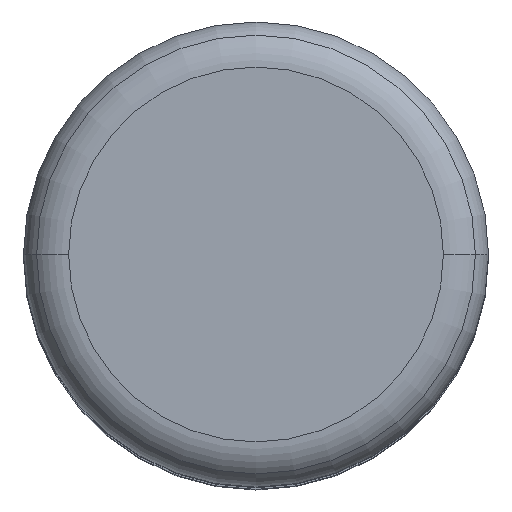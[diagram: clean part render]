
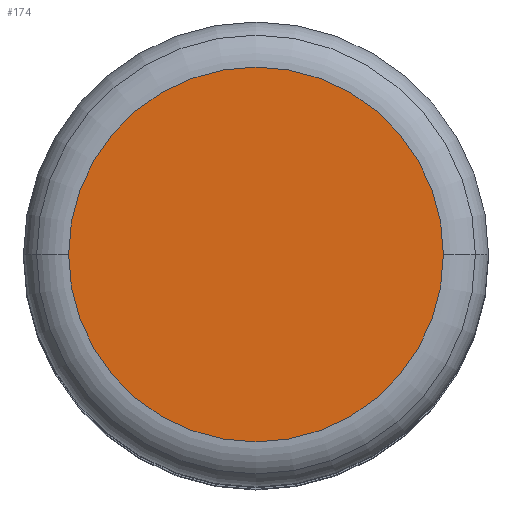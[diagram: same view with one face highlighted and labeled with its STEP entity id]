
A CAD part, top view. The second image highlights one B-rep face of the part: STEP entity #174.
In plain terms, the highlighted planar face has unit normal (0, 0, 1).
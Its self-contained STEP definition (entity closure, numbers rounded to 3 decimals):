
#23=CARTESIAN_POINT('',(0.,0.,8.2));
#24=DIRECTION('',(0.,0.,-1.));
#25=DIRECTION('',(-1.,0.,0.));
#26=AXIS2_PLACEMENT_3D('',#23,#24,#25);
#31=CARTESIAN_POINT('',(0.,0.,8.2));
#32=DIRECTION('',(0.,0.,-1.));
#33=DIRECTION('',(1.,0.,0.));
#34=AXIS2_PLACEMENT_3D('',#31,#32,#33);
#125=CARTESIAN_POINT('',(-4.15,0.,8.2));
#126=CARTESIAN_POINT('',(4.15,0.,8.2));
#127=VERTEX_POINT('',#125);
#128=VERTEX_POINT('',#126);
#164=CARTESIAN_POINT('',(0.,0.,8.2));
#165=DIRECTION('',(0.,0.,1.));
#166=DIRECTION('',(1.,0.,0.));
#167=AXIS2_PLACEMENT_3D('',#164,#165,#166);
#168=PLANE('',#167);
#169=ORIENTED_EDGE('',*,*,#146,.T.);
#171=ORIENTED_EDGE('',*,*,#170,.T.);
#172=EDGE_LOOP('',(#169,#171));
#173=FACE_OUTER_BOUND('',#172,.F.);
#27=CIRCLE('',#26,4.15);
#35=CIRCLE('',#34,4.15);
#146=EDGE_CURVE('',#127,#128,#27,.T.);
#170=EDGE_CURVE('',#128,#127,#35,.T.);
#174=ADVANCED_FACE('',(#173),#168,.T.);
